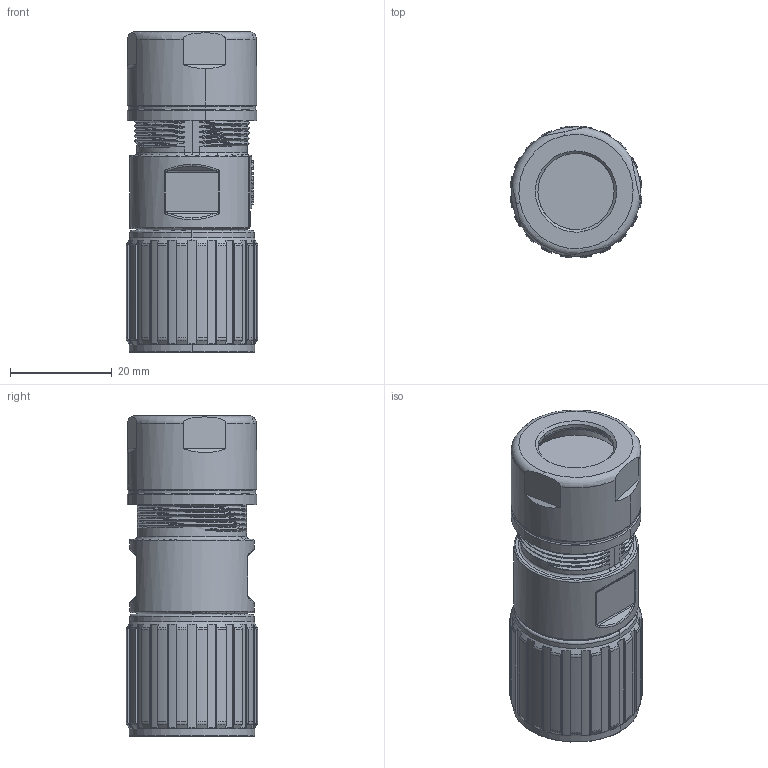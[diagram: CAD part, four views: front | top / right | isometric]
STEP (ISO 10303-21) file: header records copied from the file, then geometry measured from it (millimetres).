
FILE_DESCRIPTION((''),'2;1');
FILE_NAME('3D_MR23-006R-T-DXX-SH_V1_0','2024-01-24T',('13288'),(''),'PRO/ENGINEER BY PARAMETRIC TECHNOLOGY CORPORATION, 2012480','PRO/ENGINEER BY PARAMETRIC TECHNOLOGY CORPORATION, 2012480','');
FILE_SCHEMA(('CONFIG_CONTROL_DESIGN'));
Length unit declared in the file: millimetre
Products named in the file (1): 3D_MR23-006R-T-DXX-SH_V1_0
Bounding box: 25.93 x 25.93 x 63.1 mm (x, y, z)
Volume: 24351.9 mm3; surface area: 12622.3 mm2
Topology: 1 solids, 8 shells, 721 faces, 2099 edges, 1417 vertices
Faces by surface type: cylinder 267, plane 186, bspline 93, torus 84, cone 79, sphere 8, extrusion 4
Entity records: 35140 total; most frequent: CARTESIAN_POINT 17147, ORIENTED_EDGE 4182, DIRECTION 3266, EDGE_CURVE 2091, VERTEX_POINT 1417, AXIS2_PLACEMENT_3D 1330, B_SPLINE_CURVE_WITH_KNOTS 787, EDGE_LOOP 764
